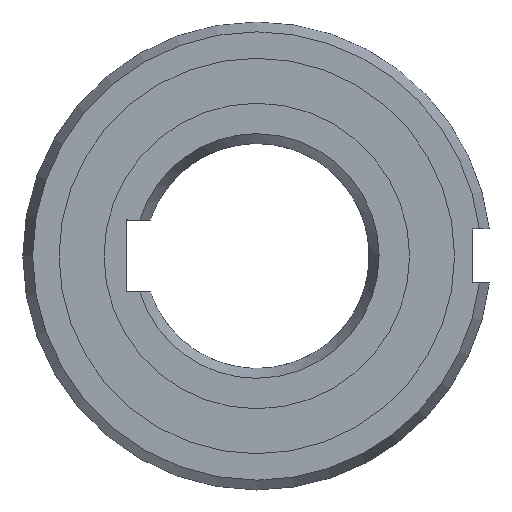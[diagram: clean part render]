
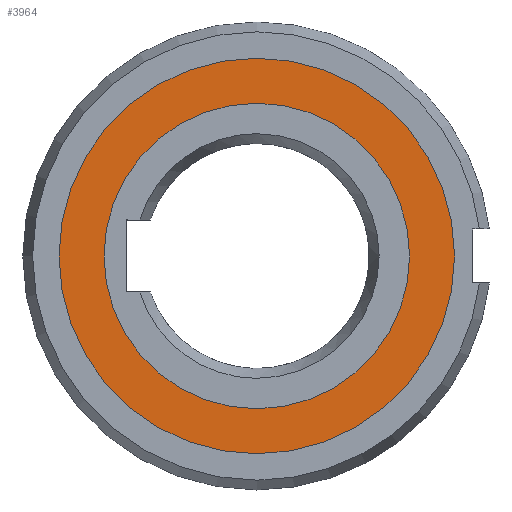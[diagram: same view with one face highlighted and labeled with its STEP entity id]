
A CAD part, left-side view. The second image highlights one B-rep face of the part: STEP entity #3964.
In plain terms, the highlighted planar face has unit normal (-1, 0, 0).
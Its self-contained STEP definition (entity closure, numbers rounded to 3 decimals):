
#3875=CARTESIAN_POINT('',(-0.2,0.,0.));
#3876=DIRECTION('',(1.,0.,0.));
#3877=DIRECTION('',(0.,-1.,0.));
#3878=AXIS2_PLACEMENT_3D('',#3875,#3876,#3877);
#3880=CARTESIAN_POINT('',(-0.2,0.,0.));
#3881=DIRECTION('',(1.,0.,0.));
#3882=DIRECTION('',(0.,1.,0.));
#3883=AXIS2_PLACEMENT_3D('',#3880,#3881,#3882);
#3885=CARTESIAN_POINT('',(-0.2,0.,0.));
#3886=DIRECTION('',(-1.,0.,0.));
#3887=DIRECTION('',(0.,1.,0.));
#3888=AXIS2_PLACEMENT_3D('',#3885,#3886,#3887);
#3890=CARTESIAN_POINT('',(-0.2,0.,0.));
#3891=DIRECTION('',(-1.,0.,0.));
#3892=DIRECTION('',(0.,-1.,0.));
#3893=AXIS2_PLACEMENT_3D('',#3890,#3891,#3892);
#3931=CARTESIAN_POINT('',(-0.2,-21.975,0.));
#3932=CARTESIAN_POINT('',(-0.2,21.975,0.));
#3933=VERTEX_POINT('',#3931);
#3934=VERTEX_POINT('',#3932);
#3935=CARTESIAN_POINT('',(-0.2,16.975,0.));
#3936=CARTESIAN_POINT('',(-0.2,-16.975,0.));
#3937=VERTEX_POINT('',#3935);
#3938=VERTEX_POINT('',#3936);
#3947=CARTESIAN_POINT('',(-0.2,0.,0.));
#3948=DIRECTION('',(1.,0.,0.));
#3949=DIRECTION('',(0.,-1.,0.));
#3950=AXIS2_PLACEMENT_3D('',#3947,#3948,#3949);
#3951=PLANE('',#3950);
#3953=ORIENTED_EDGE('',*,*,#3952,.T.);
#3955=ORIENTED_EDGE('',*,*,#3954,.T.);
#3956=EDGE_LOOP('',(#3953,#3955));
#3957=FACE_OUTER_BOUND('',#3956,.F.);
#3959=ORIENTED_EDGE('',*,*,#3958,.T.);
#3961=ORIENTED_EDGE('',*,*,#3960,.T.);
#3962=EDGE_LOOP('',(#3959,#3961));
#3963=FACE_BOUND('',#3962,.F.);
#3879=CIRCLE('',#3878,21.975);
#3884=CIRCLE('',#3883,21.975);
#3889=CIRCLE('',#3888,16.975);
#3894=CIRCLE('',#3893,16.975);
#3952=EDGE_CURVE('',#3933,#3934,#3879,.T.);
#3954=EDGE_CURVE('',#3934,#3933,#3884,.T.);
#3958=EDGE_CURVE('',#3937,#3938,#3889,.T.);
#3960=EDGE_CURVE('',#3938,#3937,#3894,.T.);
#3964=ADVANCED_FACE('',(#3957,#3963),#3951,.F.);
